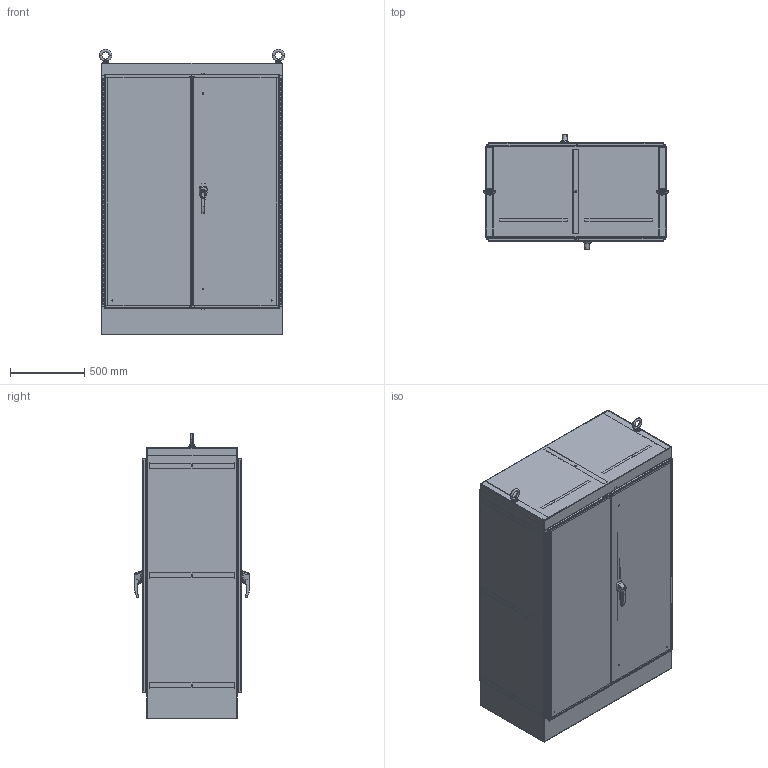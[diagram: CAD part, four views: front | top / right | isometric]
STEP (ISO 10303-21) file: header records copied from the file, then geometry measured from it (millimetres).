
FILE_DESCRIPTION (( 'STEP AP203' ), '1' );
FILE_NAME ('1418ZWD24_Default.step', '2019-11-04T12:01:57', ( '' ), ( '' ), 'SwSTEP 2.0', 'SolidWorks 2019', '' );
FILE_SCHEMA (( 'CONFIG_CONTROL_DESIGN' ));
Length unit declared in the file: inch
Products named in the file (1): 1418ZWD24_Default
Bounding box: 1247.61 x 777.6 x 1923.11 mm (x, y, z)
Volume: 26250533.2 mm3; surface area: 21283450.3 mm2
Topology: 110 solids, 110 shells, 4540 faces, 12212 edges, 7930 vertices
Faces by surface type: cylinder 2212, plane 2062, cone 128, bspline 122, torus 16
Entity records: 161621 total; most frequent: CARTESIAN_POINT 45577, DIRECTION 24600, ORIENTED_EDGE 24400, EDGE_CURVE 12200, AXIS2_PLACEMENT_3D 8831, VERTEX_POINT 7930, VECTOR 6938, LINE 6938
